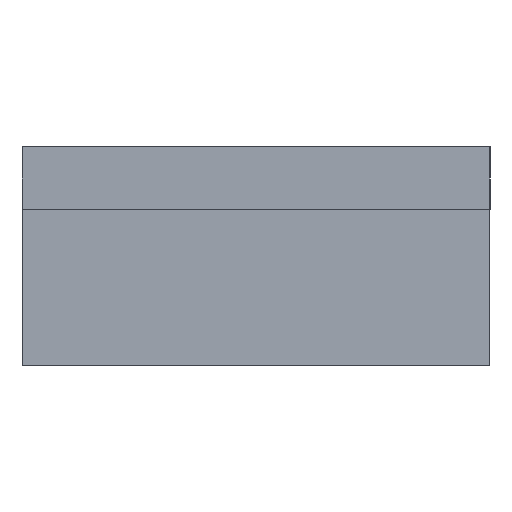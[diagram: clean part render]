
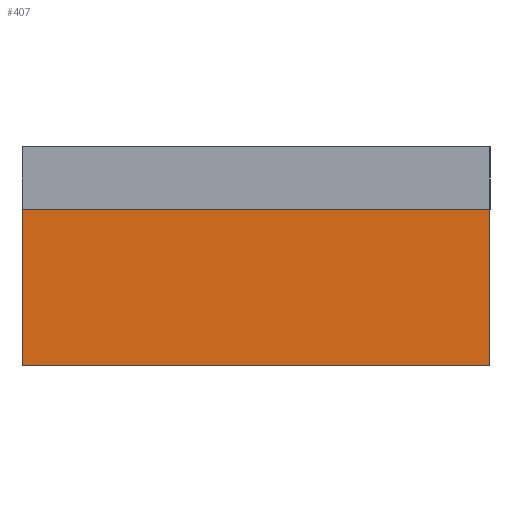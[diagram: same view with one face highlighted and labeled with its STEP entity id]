
A CAD part, left-side view. The second image highlights one B-rep face of the part: STEP entity #407.
In plain terms, the highlighted planar face has unit normal (-1, 0, 0).
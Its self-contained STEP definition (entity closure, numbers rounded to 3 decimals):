
#33=PLANE('',#446);
#54=FACE_OUTER_BOUND('',#77,.T.);
#77=EDGE_LOOP('',(#341,#342,#343,#344));
#122=LINE('',#632,#172);
#123=LINE('',#635,#173);
#124=LINE('',#637,#174);
#125=LINE('',#638,#175);
#172=VECTOR('',#522,10.);
#173=VECTOR('',#525,10.);
#174=VECTOR('',#526,10.);
#175=VECTOR('',#527,10.);
#218=VERTEX_POINT('',#628);
#219=VERTEX_POINT('',#630);
#220=VERTEX_POINT('',#634);
#221=VERTEX_POINT('',#636);
#266=EDGE_CURVE('',#218,#219,#122,.T.);
#267=EDGE_CURVE('',#218,#220,#123,.T.);
#268=EDGE_CURVE('',#221,#219,#124,.T.);
#269=EDGE_CURVE('',#220,#221,#125,.T.);
#341=ORIENTED_EDGE('',*,*,#267,.F.);
#342=ORIENTED_EDGE('',*,*,#266,.T.);
#343=ORIENTED_EDGE('',*,*,#268,.F.);
#344=ORIENTED_EDGE('',*,*,#269,.F.);
#407=ADVANCED_FACE('',(#54),#33,.T.);
#446=AXIS2_PLACEMENT_3D('',#633,#523,#524);
#522=DIRECTION('',(0.,1.,0.));
#523=DIRECTION('center_axis',(-1.,0.,0.));
#524=DIRECTION('ref_axis',(0.,0.,1.));
#525=DIRECTION('',(0.,0.,-1.));
#526=DIRECTION('',(0.,0.,1.));
#527=DIRECTION('',(0.,1.,0.));
#628=CARTESIAN_POINT('',(5.,0.,0.));
#630=CARTESIAN_POINT('',(5.,15.,0.));
#632=CARTESIAN_POINT('',(5.,0.,0.));
#633=CARTESIAN_POINT('Origin',(5.,0.,-5.));
#634=CARTESIAN_POINT('',(5.,0.,-5.));
#635=CARTESIAN_POINT('',(5.,0.,0.));
#636=CARTESIAN_POINT('',(5.,15.,-5.));
#637=CARTESIAN_POINT('',(5.,15.,0.));
#638=CARTESIAN_POINT('',(5.,0.,-5.));
